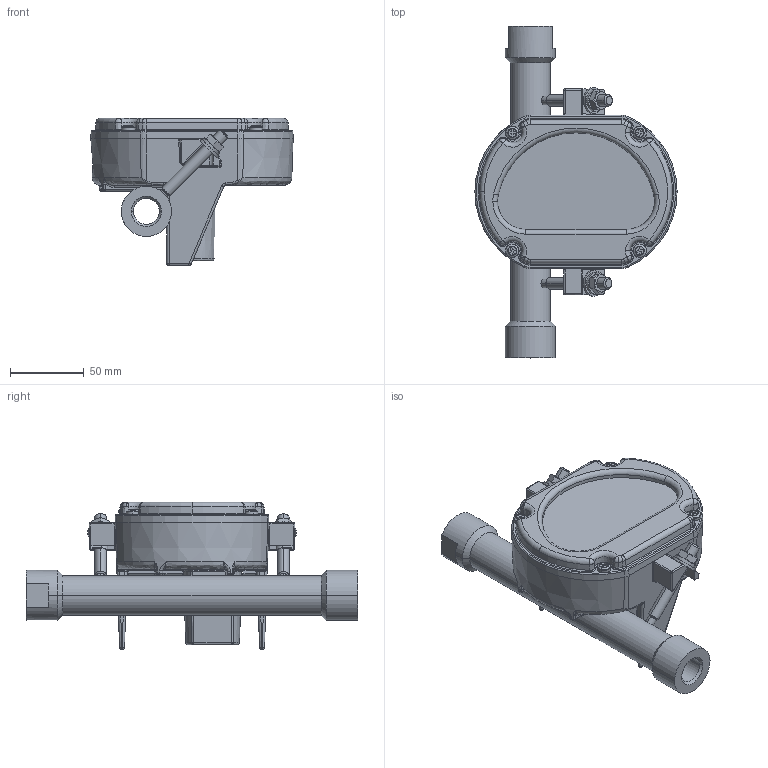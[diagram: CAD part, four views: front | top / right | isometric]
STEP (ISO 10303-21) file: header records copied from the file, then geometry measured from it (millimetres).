
FILE_DESCRIPTION (( 'STEP AP203' ), '1' );
FILE_NAME ('3809G-D-03-A-1-A-0.STEP', '2019-05-16T14:16:02', ( 'mrutkowski' ), ( 'Hewlett-Packard Company' ), 'SwSTEP 2.0', 'SolidWorks 2019', '' );
FILE_SCHEMA (( 'CONFIG_CONTROL_DESIGN' ));
Length unit declared in the file: inch
Products named in the file (1): 3809G-D-03-A-1-A-0
Bounding box: 137.16 x 225 x 99.89 mm (x, y, z)
Surface area: 92606.2 mm2 (no closed solid volume)
Topology: 0 solids, 16 shells, 510 faces, 1352 edges, 821 vertices
Faces by surface type: plane 134, cylinder 124, bspline 111, cone 74, torus 57, sphere 10
Entity records: 19378 total; most frequent: CARTESIAN_POINT 7619, DIRECTION 2401, ORIENTED_EDGE 2392, EDGE_CURVE 1324, AXIS2_PLACEMENT_3D 938, VERTEX_POINT 821, CIRCLE 538, EDGE_LOOP 532
